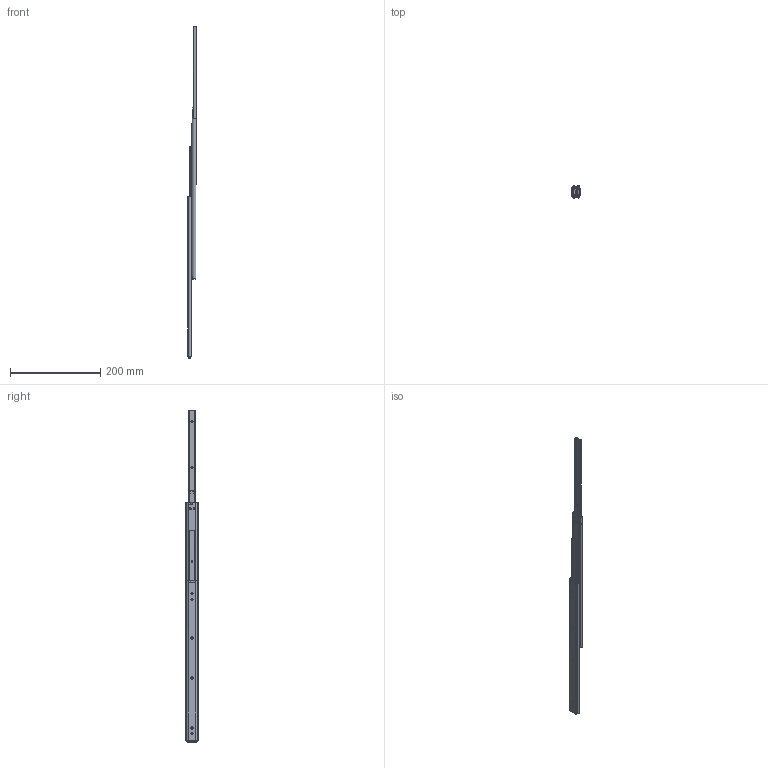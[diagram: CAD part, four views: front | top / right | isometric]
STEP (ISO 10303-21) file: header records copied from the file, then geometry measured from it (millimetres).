
FILE_DESCRIPTION (( 'STEP AP203' ), '1' );
FILE_NAME ('U2736_14.STEP', '2022-04-19T04:10:55', ( '' ), ( '' ), 'SwSTEP 2.0', 'SolidWorks 2019', '' );
FILE_SCHEMA (( 'CONFIG_CONTROL_DESIGN' ));
Length unit declared in the file: millimetre
Products named in the file (9): U2736-14 IM-A ; SBP807（バネ圧縮）; U2736-14 OM-B ; U2736-14 IM-B ; U2736-14 OM-A ; SBP804; PN101リベット; U2736_14; SBP806 リードイン
Assembly tree (10 placements, depth 2):
  U2736_14
    U2736-14 OM-A 
    U2736-14 IM-A 
    U2736-14 OM-B 
    SBP804  x2
    SBP806 リードイン
    U2736-14 IM-B 
    SBP807（バネ圧縮）
    PN101リベット  x2
Bounding box: 19.1 x 26.8 x 737.05 mm (x, y, z)
Volume: 65910.3 mm3; surface area: 94147.9 mm2
Topology: 12 solids, 12 shells, 416 faces, 1106 edges, 704 vertices
Faces by surface type: cylinder 203, plane 181, sphere 16, bspline 8, torus 8
Entity records: 13815 total; most frequent: CARTESIAN_POINT 3094, DIRECTION 2066, ORIENTED_EDGE 2036, EDGE_CURVE 1018, AXIS2_PLACEMENT_3D 760, VERTEX_POINT 664, VECTOR 546, LINE 546
